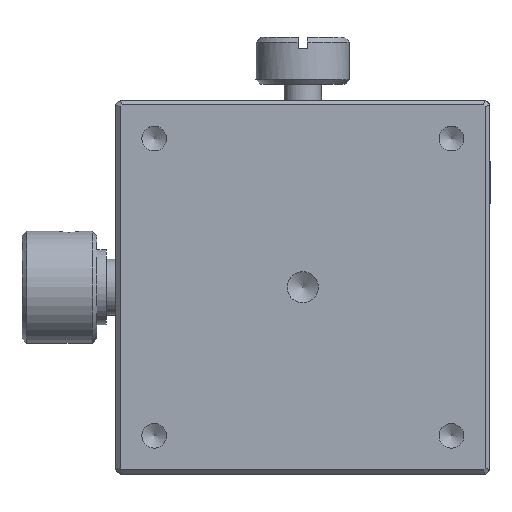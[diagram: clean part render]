
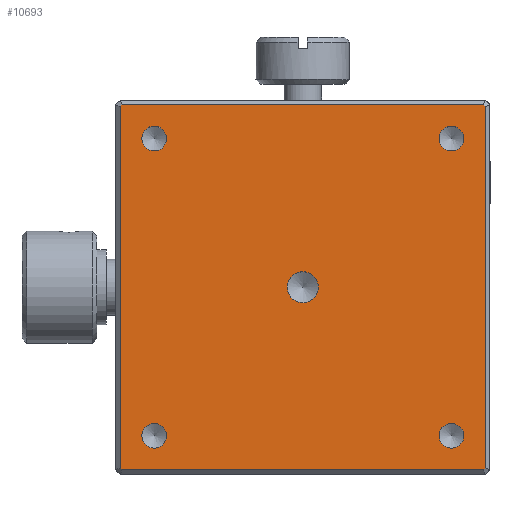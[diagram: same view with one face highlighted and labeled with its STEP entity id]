
A CAD part, top view. The second image highlights one B-rep face of the part: STEP entity #10693.
In plain terms, the highlighted planar face has unit normal (0, 0, 1).
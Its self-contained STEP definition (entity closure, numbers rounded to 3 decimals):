
#10271=CARTESIAN_POINT('',(-14.293,-19.5,9.25));
#10272=VERTEX_POINT('',#10271);
#10273=CARTESIAN_POINT('',(-14.5,-19.293,9.25));
#10274=VERTEX_POINT('',#10273);
#10275=CARTESIAN_POINT('',(-14.293,-19.5,9.25));
#10276=DIRECTION('',(-0.707,0.707,0.0));
#10277=VECTOR('',#10276,0.293);
#10278=LINE('',#10275,#10277);
#10279=EDGE_CURVE('',#10272,#10274,#10278,.T.);
#10309=CARTESIAN_POINT('',(24.293,19.5,9.25));
#10310=VERTEX_POINT('',#10309);
#10311=CARTESIAN_POINT('',(24.5,19.293,9.25));
#10312=VERTEX_POINT('',#10311);
#10313=CARTESIAN_POINT('',(24.293,19.5,9.25));
#10314=DIRECTION('',(0.707,-0.707,0.0));
#10315=VECTOR('',#10314,0.293);
#10316=LINE('',#10313,#10315);
#10317=EDGE_CURVE('',#10310,#10312,#10316,.T.);
#10347=CARTESIAN_POINT('',(24.293,-19.5,9.25));
#10348=VERTEX_POINT('',#10347);
#10349=CARTESIAN_POINT('',(24.293,-19.5,9.25));
#10350=DIRECTION('',(-1.0,0.0,0.0));
#10351=VECTOR('',#10350,38.586);
#10352=LINE('',#10349,#10351);
#10353=EDGE_CURVE('',#10348,#10272,#10352,.T.);
#10378=CARTESIAN_POINT('',(24.5,-19.293,9.25));
#10379=VERTEX_POINT('',#10378);
#10380=CARTESIAN_POINT('',(24.5,19.293,9.25));
#10381=DIRECTION('',(0.0,-1.0,0.0));
#10382=VECTOR('',#10381,38.586);
#10383=LINE('',#10380,#10382);
#10384=EDGE_CURVE('',#10312,#10379,#10383,.T.);
#10400=CARTESIAN_POINT('',(24.5,-19.293,9.25));
#10401=DIRECTION('',(-0.707,-0.707,0.0));
#10402=VECTOR('',#10401,0.293);
#10403=LINE('',#10400,#10402);
#10404=EDGE_CURVE('',#10379,#10348,#10403,.T.);
#10417=CARTESIAN_POINT('',(-14.293,19.5,9.25));
#10418=VERTEX_POINT('',#10417);
#10419=CARTESIAN_POINT('',(-14.293,19.5,9.25));
#10420=DIRECTION('',(1.0,0.0,0.0));
#10421=VECTOR('',#10420,38.586);
#10422=LINE('',#10419,#10421);
#10423=EDGE_CURVE('',#10418,#10310,#10422,.T.);
#10448=CARTESIAN_POINT('',(-14.5,19.293,9.25));
#10449=VERTEX_POINT('',#10448);
#10450=CARTESIAN_POINT('',(-14.5,-19.293,9.25));
#10451=DIRECTION('',(0.0,1.0,0.0));
#10452=VECTOR('',#10451,38.586);
#10453=LINE('',#10450,#10452);
#10454=EDGE_CURVE('',#10274,#10449,#10453,.T.);
#10470=CARTESIAN_POINT('',(-14.5,19.293,9.25));
#10471=DIRECTION('',(0.707,0.707,0.0));
#10472=VECTOR('',#10471,0.293);
#10473=LINE('',#10470,#10472);
#10474=EDGE_CURVE('',#10449,#10418,#10473,.T.);
#10623=CARTESIAN_POINT('',(52.,0.0,9.25));
#10624=DIRECTION('',(0.0,0.0,-1.0));
#10625=DIRECTION('',(0.0,-1.0,0.0));
#10626=AXIS2_PLACEMENT_3D('',#10623,#10624,#10625);
#10627=PLANE('',#10626);
#10628=ORIENTED_EDGE('',*,*,#10317,.F.);
#10629=ORIENTED_EDGE('',*,*,#10423,.F.);
#10630=ORIENTED_EDGE('',*,*,#10474,.F.);
#10631=ORIENTED_EDGE('',*,*,#10454,.F.);
#10632=ORIENTED_EDGE('',*,*,#10279,.F.);
#10633=ORIENTED_EDGE('',*,*,#10353,.F.);
#10634=ORIENTED_EDGE('',*,*,#10404,.F.);
#10635=ORIENTED_EDGE('',*,*,#10384,.F.);
#10636=EDGE_LOOP('',(#10628,#10629,#10630,#10631,#10632,#10633,#10634,#10635));
#10637=FACE_OUTER_BOUND('',#10636,.T.);
#10638=CARTESIAN_POINT('',(-10.875,-14.554,9.25));
#10639=VERTEX_POINT('',#10638);
#10640=CARTESIAN_POINT('',(-10.875,-15.875,9.25));
#10641=DIRECTION('',(0.0,0.0,-1.0));
#10642=DIRECTION('',(0.0,1.0,0.0));
#10643=AXIS2_PLACEMENT_3D('',#10640,#10641,#10642);
#10644=CIRCLE('',#10643,1.321);
#10645=EDGE_CURVE('',#10639,#10639,#10644,.T.);
#10646=ORIENTED_EDGE('',*,*,#10645,.T.);
#10647=EDGE_LOOP('',(#10646));
#10648=FACE_BOUND('',#10647,.T.);
#10649=CARTESIAN_POINT('',(-10.875,17.196,9.25));
#10650=VERTEX_POINT('',#10649);
#10651=CARTESIAN_POINT('',(-10.875,15.875,9.25));
#10652=DIRECTION('',(0.0,0.0,-1.0));
#10653=DIRECTION('',(0.0,1.0,0.0));
#10654=AXIS2_PLACEMENT_3D('',#10651,#10652,#10653);
#10655=CIRCLE('',#10654,1.321);
#10656=EDGE_CURVE('',#10650,#10650,#10655,.T.);
#10657=ORIENTED_EDGE('',*,*,#10656,.T.);
#10658=EDGE_LOOP('',(#10657));
#10659=FACE_BOUND('',#10658,.T.);
#10660=CARTESIAN_POINT('',(20.875,-14.554,9.25));
#10661=VERTEX_POINT('',#10660);
#10662=CARTESIAN_POINT('',(20.875,-15.875,9.25));
#10663=DIRECTION('',(0.0,0.0,-1.0));
#10664=DIRECTION('',(0.0,1.0,0.0));
#10665=AXIS2_PLACEMENT_3D('',#10662,#10663,#10664);
#10666=CIRCLE('',#10665,1.321);
#10667=EDGE_CURVE('',#10661,#10661,#10666,.T.);
#10668=ORIENTED_EDGE('',*,*,#10667,.T.);
#10669=EDGE_LOOP('',(#10668));
#10670=FACE_BOUND('',#10669,.T.);
#10671=CARTESIAN_POINT('',(20.875,17.196,9.25));
#10672=VERTEX_POINT('',#10671);
#10673=CARTESIAN_POINT('',(20.875,15.875,9.25));
#10674=DIRECTION('',(0.0,0.0,-1.0));
#10675=DIRECTION('',(0.0,1.0,0.0));
#10676=AXIS2_PLACEMENT_3D('',#10673,#10674,#10675);
#10677=CIRCLE('',#10676,1.321);
#10678=EDGE_CURVE('',#10672,#10672,#10677,.T.);
#10679=ORIENTED_EDGE('',*,*,#10678,.T.);
#10680=EDGE_LOOP('',(#10679));
#10681=FACE_BOUND('',#10680,.T.);
#10682=CARTESIAN_POINT('',(5.,1.651,9.25));
#10683=VERTEX_POINT('',#10682);
#10684=CARTESIAN_POINT('',(5.,0.0,9.25));
#10685=DIRECTION('',(0.0,0.0,-1.0));
#10686=DIRECTION('',(0.0,1.0,0.0));
#10687=AXIS2_PLACEMENT_3D('',#10684,#10685,#10686);
#10688=CIRCLE('',#10687,1.651);
#10689=EDGE_CURVE('',#10683,#10683,#10688,.T.);
#10690=ORIENTED_EDGE('',*,*,#10689,.T.);
#10691=EDGE_LOOP('',(#10690));
#10692=FACE_BOUND('',#10691,.T.);
#10693=ADVANCED_FACE('',(#10637,#10648,#10659,#10670,#10681,#10692),#10627,.F.);
